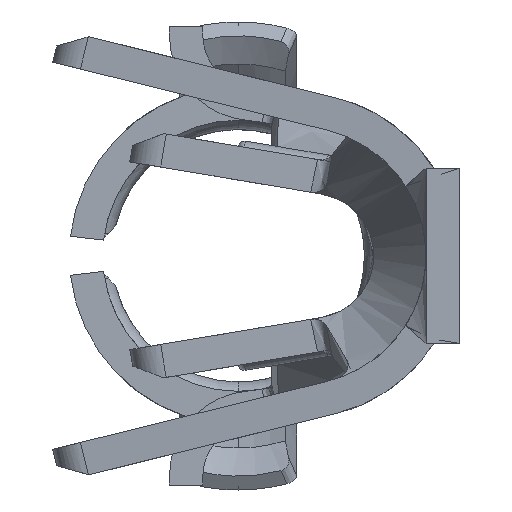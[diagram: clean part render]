
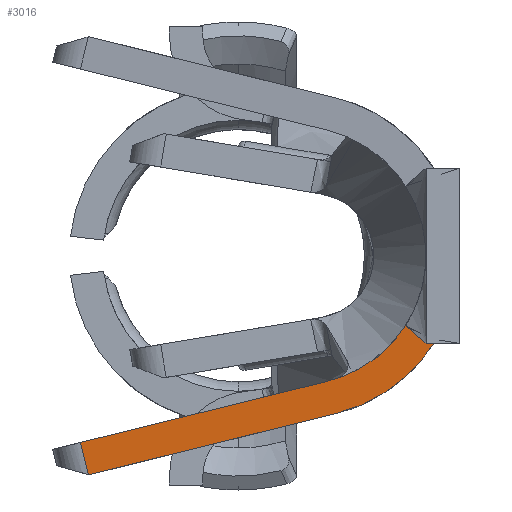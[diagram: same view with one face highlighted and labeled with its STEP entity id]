
A CAD part, left-side view. The second image highlights one B-rep face of the part: STEP entity #3016.
In plain terms, the highlighted planar face has unit normal (-0.996, 0.087, 0).
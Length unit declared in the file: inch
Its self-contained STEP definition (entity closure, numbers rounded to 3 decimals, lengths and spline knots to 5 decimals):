
#728 = CARTESIAN_POINT ( 'NONE',  ( -1.02075, -0.08024, -0.03338 ) ) ;
#947 = CARTESIAN_POINT ( 'NONE',  ( -1.00594, 0.089, -0.15 ) ) ;
#1229 = ORIENTED_EDGE ( 'NONE', *, *, #5623, .T. ) ;
#1595 = CARTESIAN_POINT ( 'NONE',  ( -1.01748, -0.04288, -0.06019 ) ) ;
#1805 = DIRECTION ( 'NONE',  ( 0.087, 0.996, 0. ) ) ;
#2364 = DIRECTION ( 'NONE',  ( -0.074, -0.84, -0.537 ) ) ;
#2717 = VERTEX_POINT ( 'NONE', #6390 ) ;
#2809 = LINE ( 'NONE', #4706, #9448 ) ;
#2832 = LINE ( 'NONE', #9034, #6983 ) ;
#3016 = ADVANCED_FACE ( 'NONE', ( #8991 ), #5078, .F. ) ;
#3225 = EDGE_CURVE ( 'NONE', #7999, #5777, #5989, .T. ) ;
#3260 = ORIENTED_EDGE ( 'NONE', *, *, #6483, .T. ) ;
#3464 =( BOUNDED_CURVE ( )  B_SPLINE_CURVE ( 3, ( #9009, #8172, #9862, #4836 ),
 .UNSPECIFIED., .F., .T. ) 
 B_SPLINE_CURVE_WITH_KNOTS ( ( 4, 4 ),
 ( 1.81317, 2.57298 ),
 .UNSPECIFIED. ) 
 CURVE ( )  GEOMETRIC_REPRESENTATION_ITEM ( )  RATIONAL_B_SPLINE_CURVE ( ( 1., 0.952, 0.952, 1. ) ) 
 REPRESENTATION_ITEM ( '' )  );
#3468 = VERTEX_POINT ( 'NONE', #6012 ) ;
#3628 = EDGE_CURVE ( 'NONE', #5918, #10239, #6384, .T. ) ;
#3784 = CARTESIAN_POINT ( 'NONE',  ( -1.01785, -0.04715, -0.07562 ) ) ;
#3912 = EDGE_CURVE ( 'NONE', #7444, #7999, #7370, .T. ) ;
#4048 = CARTESIAN_POINT ( 'NONE',  ( -1.01884, -0.0585, -0.05633 ) ) ;
#4487 = ORIENTED_EDGE ( 'NONE', *, *, #3628, .T. ) ;
#4619 = DIRECTION ( 'NONE',  ( -0.085, -0.967, 0.239 ) ) ;
#4706 = CARTESIAN_POINT ( 'NONE',  ( -1.00623, 0.08573, -0.10095 ) ) ;
#4836 = CARTESIAN_POINT ( 'NONE',  ( -1.02193, -0.09373, -0.042 ) ) ;
#5078 = PLANE ( 'NONE',  #8281 ) ;
#5545 = DIRECTION ( 'NONE',  ( -0.084, -0.957, -0.277 ) ) ;
#5623 = EDGE_CURVE ( 'NONE', #5777, #3468, #2832, .T. ) ;
#5646 = CARTESIAN_POINT ( 'NONE',  ( -1.00745, 0.07171, -0.105 ) ) ;
#5777 = VERTEX_POINT ( 'NONE', #10033 ) ;
#5918 = VERTEX_POINT ( 'NONE', #5646 ) ;
#5989 = LINE ( 'NONE', #8089, #10189 ) ;
#6012 = CARTESIAN_POINT ( 'NONE',  ( -1.00744, 0.07185, -0.10496 ) ) ;
#6113 = VECTOR ( 'NONE', #4619, 39.37008 ) ;
#6169 = ORIENTED_EDGE ( 'NONE', *, *, #9779, .T. ) ;
#6384 = LINE ( 'NONE', #3784, #6113 ) ;
#6390 = CARTESIAN_POINT ( 'NONE',  ( -1.02193, -0.09373, -0.042 ) ) ;
#6463 = ORIENTED_EDGE ( 'NONE', *, *, #10629, .F. ) ;
#6483 = EDGE_CURVE ( 'NONE', #10239, #2717, #3464, .T. ) ;
#6569 = CARTESIAN_POINT ( 'NONE',  ( -1.01748, -0.04288, -0.06019 ) ) ;
#6571 = CARTESIAN_POINT ( 'NONE',  ( -1.02075, -0.08024, -0.03338 ) ) ;
#6783 = DIRECTION ( 'NONE',  ( 0.996, -0.087, 0. ) ) ;
#6983 = VECTOR ( 'NONE', #7379, 39.37008 ) ;
#7370 =( BOUNDED_CURVE ( )  B_SPLINE_CURVE ( 3, ( #728, #9899, #4048, #6569 ),
 .UNSPECIFIED., .F., .F. ) 
 B_SPLINE_CURVE_WITH_KNOTS ( ( 4, 4 ),
 ( 3.7102, 4.47001 ),
 .UNSPECIFIED. ) 
 CURVE ( )  GEOMETRIC_REPRESENTATION_ITEM ( )  RATIONAL_B_SPLINE_CURVE ( ( 1., 0.952, 0.952, 1. ) ) 
 REPRESENTATION_ITEM ( '' )  );
#7379 = DIRECTION ( 'NONE',  ( -0.021, -0.24, -0.971 ) ) ;
#7444 = VERTEX_POINT ( 'NONE', #7831 ) ;
#7604 = ORIENTED_EDGE ( 'NONE', *, *, #3225, .T. ) ;
#7831 = CARTESIAN_POINT ( 'NONE',  ( -1.02075, -0.08024, -0.03338 ) ) ;
#7878 = CARTESIAN_POINT ( 'NONE',  ( -1.01781, -0.04672, -0.07572 ) ) ;
#7999 = VERTEX_POINT ( 'NONE', #1595 ) ;
#8089 = CARTESIAN_POINT ( 'NONE',  ( -1.01752, -0.04333, -0.06008 ) ) ;
#8172 = CARTESIAN_POINT ( 'NONE',  ( -1.01953, -0.06637, -0.07086 ) ) ;
#8184 = ORIENTED_EDGE ( 'NONE', *, *, #3912, .T. ) ;
#8281 = AXIS2_PLACEMENT_3D ( 'NONE', #947, #6783, #1805 ) ;
#8391 = LINE ( 'NONE', #6571, #8894 ) ;
#8894 = VECTOR ( 'NONE', #2364, 39.37008 ) ;
#8926 = DIRECTION ( 'NONE',  ( 0.085, 0.967, -0.239 ) ) ;
#8991 = FACE_OUTER_BOUND ( 'NONE', #10401, .T. ) ;
#9009 = CARTESIAN_POINT ( 'NONE',  ( -1.01781, -0.04672, -0.07572 ) ) ;
#9034 = CARTESIAN_POINT ( 'NONE',  ( -1.00727, 0.07376, -0.09724 ) ) ;
#9448 = VECTOR ( 'NONE', #5545, 39.37008 ) ;
#9779 = EDGE_CURVE ( 'NONE', #3468, #5918, #2809, .T. ) ;
#9862 = CARTESIAN_POINT ( 'NONE',  ( -1.02097, -0.08283, -0.05906 ) ) ;
#9899 = CARTESIAN_POINT ( 'NONE',  ( -1.01999, -0.07158, -0.04695 ) ) ;
#10033 = CARTESIAN_POINT ( 'NONE',  ( -1.00711, 0.07567, -0.0895 ) ) ;
#10189 = VECTOR ( 'NONE', #8926, 39.37008 ) ;
#10239 = VERTEX_POINT ( 'NONE', #7878 ) ;
#10401 = EDGE_LOOP ( 'NONE', ( #6463, #8184, #7604, #1229, #6169, #4487, #3260 ) ) ;
#10629 = EDGE_CURVE ( 'NONE', #7444, #2717, #8391, .T. ) ;
